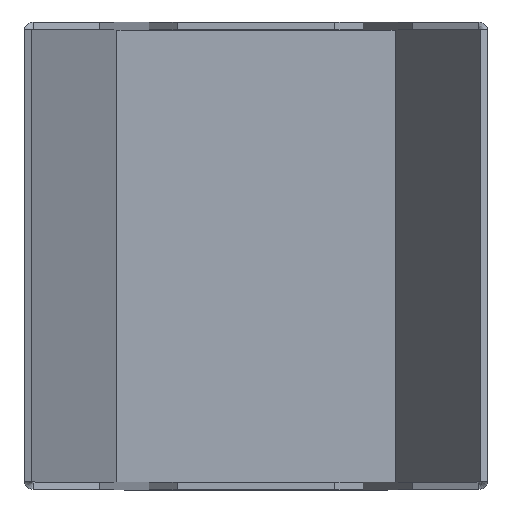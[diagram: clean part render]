
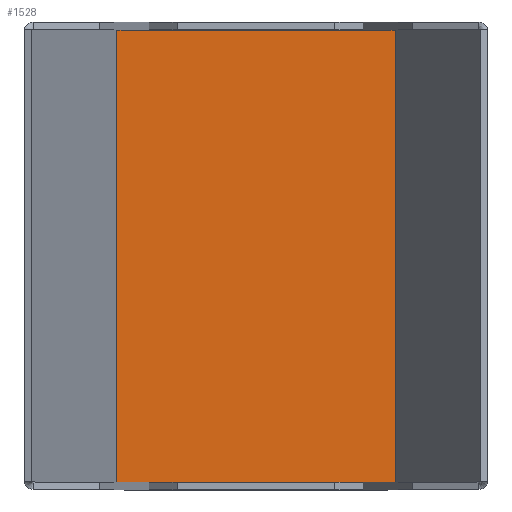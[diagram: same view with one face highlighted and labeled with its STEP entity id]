
A CAD part, top view. The second image highlights one B-rep face of the part: STEP entity #1528.
In plain terms, the highlighted planar face has unit normal (0, 0, 1).
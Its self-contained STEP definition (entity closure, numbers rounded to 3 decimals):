
#45=DIRECTION('',(0.,1.,0.));
#46=VECTOR('',#45,300.);
#47=CARTESIAN_POINT('',(92.334,-150.,5.));
#48=LINE('',#47,#46);
#165=DIRECTION('',(-1.,0.,0.));
#166=VECTOR('',#165,5.);
#167=CARTESIAN_POINT('',(92.334,150.,5.));
#168=LINE('',#167,#166);
#173=DIRECTION('',(1.,0.,0.));
#174=VECTOR('',#173,5.);
#175=CARTESIAN_POINT('',(87.334,-150.,5.));
#176=LINE('',#175,#174);
#177=DIRECTION('',(-1.,0.,0.));
#178=VECTOR('',#177,5.);
#179=CARTESIAN_POINT('',(-87.334,150.,5.));
#180=LINE('',#179,#178);
#341=DIRECTION('',(-1.,0.,0.));
#342=VECTOR('',#341,174.668);
#343=CARTESIAN_POINT('',(87.334,150.,5.));
#344=LINE('',#343,#342);
#409=DIRECTION('',(0.,-1.,0.));
#410=VECTOR('',#409,300.);
#411=CARTESIAN_POINT('',(-92.334,150.,5.));
#412=LINE('',#411,#410);
#433=DIRECTION('',(1.,0.,0.));
#434=VECTOR('',#433,5.);
#435=CARTESIAN_POINT('',(-92.334,-150.,5.));
#436=LINE('',#435,#434);
#485=DIRECTION('',(1.,0.,0.));
#486=VECTOR('',#485,174.668);
#487=CARTESIAN_POINT('',(-87.334,-150.,5.));
#488=LINE('',#487,#486);
#953=CARTESIAN_POINT('',(87.334,-150.,5.));
#955=VERTEX_POINT('',#953);
#959=CARTESIAN_POINT('',(-87.334,-150.,5.));
#960=VERTEX_POINT('',#959);
#961=CARTESIAN_POINT('',(92.334,-150.,5.));
#962=VERTEX_POINT('',#961);
#963=CARTESIAN_POINT('',(-92.334,-150.,5.));
#964=VERTEX_POINT('',#963);
#1013=CARTESIAN_POINT('',(-92.334,150.,5.));
#1014=VERTEX_POINT('',#1013);
#1023=CARTESIAN_POINT('',(-87.334,150.,5.));
#1025=VERTEX_POINT('',#1023);
#1029=CARTESIAN_POINT('',(87.334,150.,5.));
#1030=VERTEX_POINT('',#1029);
#1031=CARTESIAN_POINT('',(92.334,150.,5.));
#1032=VERTEX_POINT('',#1031);
#1507=CARTESIAN_POINT('',(0.,0.,5.));
#1508=DIRECTION('',(0.,0.,1.));
#1509=DIRECTION('',(0.,-1.,0.));
#1510=AXIS2_PLACEMENT_3D('',#1507,#1508,#1509);
#1511=PLANE('',#1510);
#1512=ORIENTED_EDGE('',*,*,#1187,.F.);
#1514=ORIENTED_EDGE('',*,*,#1513,.F.);
#1516=ORIENTED_EDGE('',*,*,#1515,.F.);
#1518=ORIENTED_EDGE('',*,*,#1517,.F.);
#1520=ORIENTED_EDGE('',*,*,#1519,.F.);
#1522=ORIENTED_EDGE('',*,*,#1521,.F.);
#1524=ORIENTED_EDGE('',*,*,#1523,.F.);
#1525=ORIENTED_EDGE('',*,*,#1497,.F.);
#1526=EDGE_LOOP('',(#1512,#1514,#1516,#1518,#1520,#1522,#1524,#1525));
#1527=FACE_OUTER_BOUND('',#1526,.F.);
#1528=ADVANCED_FACE('',(#1527),#1511,.T.);
#1187=EDGE_CURVE('',#962,#1032,#48,.T.);
#1497=EDGE_CURVE('',#1032,#1030,#168,.T.);
#1513=EDGE_CURVE('',#955,#962,#176,.T.);
#1515=EDGE_CURVE('',#960,#955,#488,.T.);
#1517=EDGE_CURVE('',#964,#960,#436,.T.);
#1519=EDGE_CURVE('',#1014,#964,#412,.T.);
#1521=EDGE_CURVE('',#1025,#1014,#180,.T.);
#1523=EDGE_CURVE('',#1030,#1025,#344,.T.);
